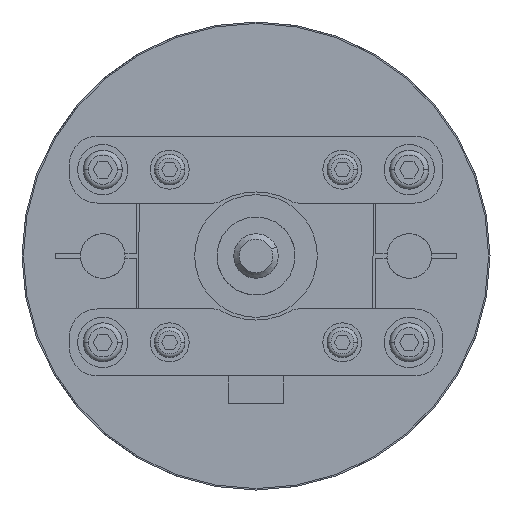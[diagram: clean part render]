
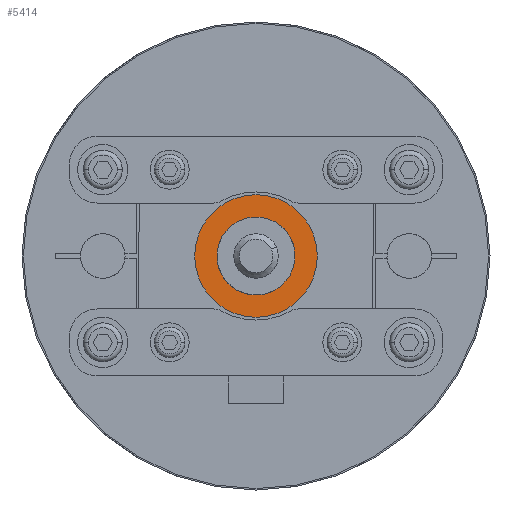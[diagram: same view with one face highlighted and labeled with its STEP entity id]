
A CAD part, front view. The second image highlights one B-rep face of the part: STEP entity #5414.
In plain terms, the highlighted face is planar.
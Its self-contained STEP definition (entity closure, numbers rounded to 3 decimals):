
#22 = AXIS2_PLACEMENT_3D ( 'NONE', #3217, #9047, #8356 ) ;
#33 = ORIENTED_EDGE ( 'NONE', *, *, #455, .F. ) ;
#455 = EDGE_CURVE ( 'NONE', #2354, #9526, #1162, .T. ) ;
#583 = DIRECTION ( 'NONE',  ( 0., 1., 0. ) ) ;
#1162 = CIRCLE ( 'NONE', #3481, 2.5 ) ;
#1379 = AXIS2_PLACEMENT_3D ( 'NONE', #9120, #4693, #5413 ) ;
#1531 = FACE_OUTER_BOUND ( 'NONE', #6041, .T. ) ;
#2354 = VERTEX_POINT ( 'NONE', #7821 ) ;
#2706 = CARTESIAN_POINT ( 'NONE',  ( 0., 10., 11. ) ) ;
#2841 = ORIENTED_EDGE ( 'NONE', *, *, #5572, .T. ) ;
#2944 = ORIENTED_EDGE ( 'NONE', *, *, #4437, .F. ) ;
#3179 = FACE_BOUND ( 'NONE', #6974, .T. ) ;
#3217 = CARTESIAN_POINT ( 'NONE',  ( 0., 10., 0. ) ) ;
#3230 = ORIENTED_EDGE ( 'NONE', *, *, #7485, .T. ) ;
#3481 = AXIS2_PLACEMENT_3D ( 'NONE', #5377, #6943, #5436 ) ;
#4276 = CARTESIAN_POINT ( 'NONE',  ( 0., 10., 0. ) ) ;
#4437 = EDGE_CURVE ( 'NONE', #9526, #2354, #6128, .T. ) ;
#4588 = AXIS2_PLACEMENT_3D ( 'NONE', #5673, #6372, #4899 ) ;
#4693 = DIRECTION ( 'NONE',  ( 0., 1., 0. ) ) ;
#4899 = DIRECTION ( 'NONE',  ( 0., 0., 1. ) ) ;
#5377 = CARTESIAN_POINT ( 'NONE',  ( 0., 10., 0. ) ) ;
#5413 = DIRECTION ( 'NONE',  ( 0., 0., 1. ) ) ;
#5414 = ADVANCED_FACE ( 'NONE', ( #1531, #3179 ), #7964, .T. ) ;
#5436 = DIRECTION ( 'NONE',  ( 0., 0., 1. ) ) ;
#5572 = EDGE_CURVE ( 'NONE', #9132, #6043, #5925, .T. ) ;
#5673 = CARTESIAN_POINT ( 'NONE',  ( 0., 10., 0. ) ) ;
#5925 = CIRCLE ( 'NONE', #1379, 11. ) ;
#6041 = EDGE_LOOP ( 'NONE', ( #3230, #2841 ) ) ;
#6043 = VERTEX_POINT ( 'NONE', #7389 ) ;
#6128 = CIRCLE ( 'NONE', #4588, 2.5 ) ;
#6372 = DIRECTION ( 'NONE',  ( 0., 1., 0. ) ) ;
#6943 = DIRECTION ( 'NONE',  ( 0., 1., 0. ) ) ;
#6974 = EDGE_LOOP ( 'NONE', ( #2944, #33 ) ) ;
#7257 = CIRCLE ( 'NONE', #22, 11. ) ;
#7389 = CARTESIAN_POINT ( 'NONE',  ( 0., 10., -11. ) ) ;
#7485 = EDGE_CURVE ( 'NONE', #6043, #9132, #7257, .T. ) ;
#7821 = CARTESIAN_POINT ( 'NONE',  ( 0., 10., 2.5 ) ) ;
#7964 = PLANE ( 'NONE',  #8124 ) ;
#8082 = DIRECTION ( 'NONE',  ( 0., 0., 1. ) ) ;
#8124 = AXIS2_PLACEMENT_3D ( 'NONE', #4276, #583, #8082 ) ;
#8356 = DIRECTION ( 'NONE',  ( 0., 0., 1. ) ) ;
#9047 = DIRECTION ( 'NONE',  ( 0., 1., 0. ) ) ;
#9077 = CARTESIAN_POINT ( 'NONE',  ( 0., 10., -2.5 ) ) ;
#9120 = CARTESIAN_POINT ( 'NONE',  ( 0., 10., 0. ) ) ;
#9132 = VERTEX_POINT ( 'NONE', #2706 ) ;
#9526 = VERTEX_POINT ( 'NONE', #9077 ) ;
